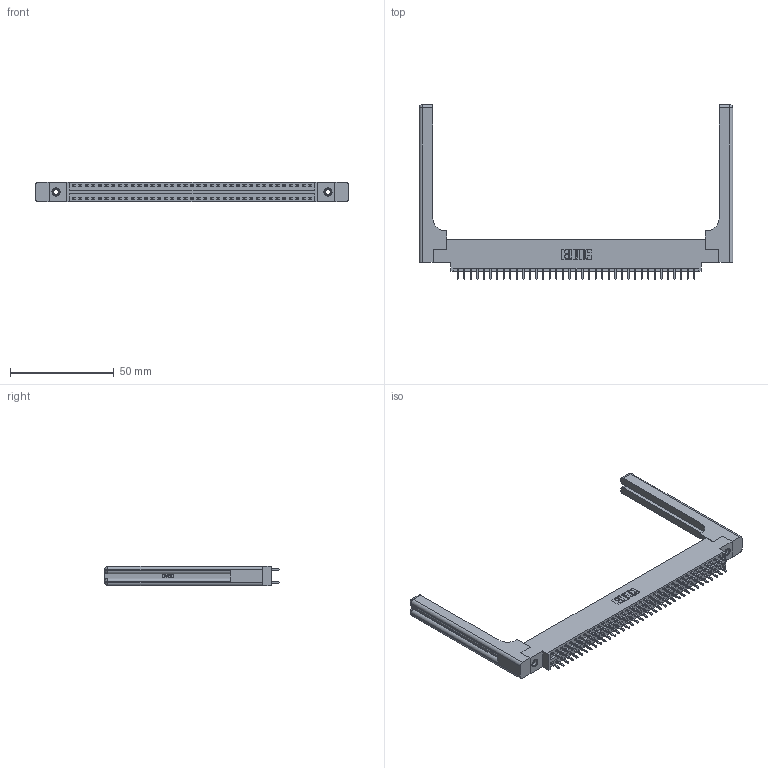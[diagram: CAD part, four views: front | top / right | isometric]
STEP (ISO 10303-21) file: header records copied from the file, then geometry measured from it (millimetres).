
FILE_DESCRIPTION (( 'STEP AP203' ), '1' );
FILE_NAME ('346-074-521-858.STEP', '2022-05-25T02:00:00', ( '' ), ( '' ), 'SwSTEP 2.0', 'SolidWorks 2020', '' );
FILE_SCHEMA (( 'CONFIG_CONTROL_DESIGN' ));
Length unit declared in the file: inch
Products named in the file (5): 346 Part_0.170 Offset - 0.156 Dia-TH; 346-220-058_345-220-058; 345-292-001_345-293-121; 346-074-521-858; 345-250-001_345-250-001-102
Assembly tree (79 placements, depth 2):
  346-074-521-858
    346 Part_0.170 Offset - 0.156 Dia-TH
    345-292-001_345-293-121  x74
    345-250-001_345-250-001-102  x2
    346-220-058_345-220-058  x2
Bounding box: 151.54 x 84.33 x 9.4 mm (x, y, z)
Volume: 22029.2 mm3; surface area: 24884.2 mm2
Topology: 79 solids, 79 shells, 4244 faces, 12513 edges, 8222 vertices
Faces by surface type: plane 2832, cylinder 1352, bspline 36, cone 12, sphere 8, torus 4
Entity records: 30568 total; most frequent: CARTESIAN_POINT 6059, ORIENTED_EDGE 4788, DIRECTION 4322, EDGE_CURVE 2394, LINE 2022, VECTOR 2022, VERTEX_POINT 1586, AXIS2_PLACEMENT_3D 1150
